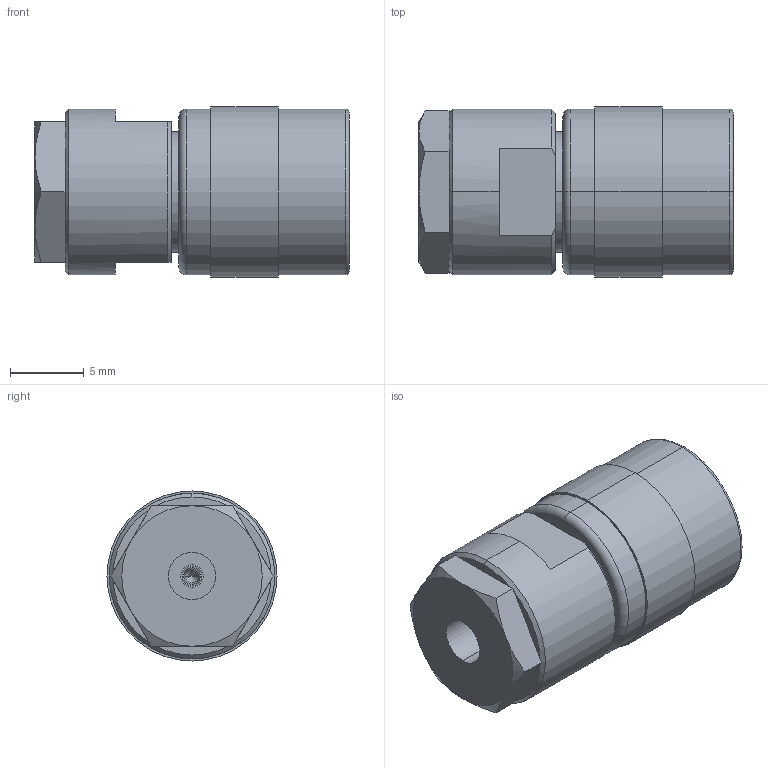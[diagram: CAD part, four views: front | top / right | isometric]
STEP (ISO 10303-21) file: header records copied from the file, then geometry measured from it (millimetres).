
FILE_DESCRIPTION (( 'STEP AP214' ), '1' );
FILE_NAME ('FMCN10-10030-242_3D.step', '2024-06-11T22:26:40', ( '' ), ( '' ), 'SwSTEP 2.0', 'SolidWorks 2022', '' );
FILE_SCHEMA (( 'AUTOMOTIVE_DESIGN' ));
Length unit declared in the file: inch
Products named in the file (4): Copy of 10-10030-MA2^FMCN10-10030-242; Copy of 10-10030-MA3^FMCN10-10030-242; FMCN10-10030-242_3D; Copy of 10-10030-MA1^FMCN10-10030-242
Assembly tree (3 placements, depth 2):
  FMCN10-10030-242_3D
    Copy of 10-10030-MA1^FMCN10-10030-242
    Copy of 10-10030-MA2^FMCN10-10030-242
    Copy of 10-10030-MA3^FMCN10-10030-242
Bounding box: 21.23 x 11.5 x 11.5 mm (x, y, z)
Volume: 1553 mm3; surface area: 2534.6 mm2
Topology: 3 solids, 3 shells, 223 faces, 556 edges, 360 vertices
Faces by surface type: plane 92, cylinder 76, cone 22, torus 18, bspline 15
Entity records: 8919 total; most frequent: CARTESIAN_POINT 2907, ORIENTED_EDGE 1108, DIRECTION 1105, EDGE_CURVE 554, AXIS2_PLACEMENT_3D 433, VERTEX_POINT 360, EDGE_LOOP 252, VECTOR 239
